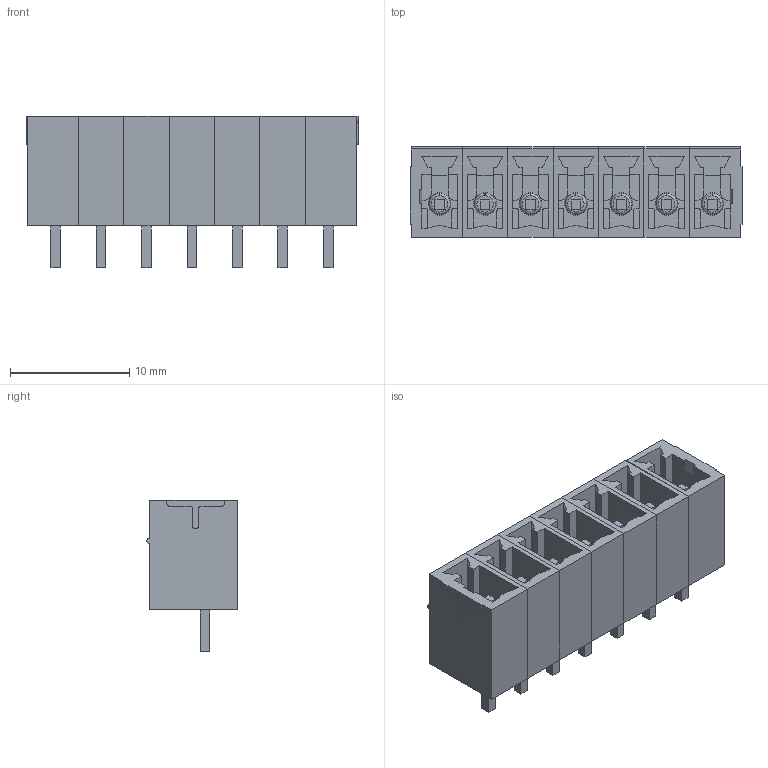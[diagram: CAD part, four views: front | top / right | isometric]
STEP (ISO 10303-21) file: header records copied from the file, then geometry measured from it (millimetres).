
FILE_DESCRIPTION(('STEP AP214'),'1');
FILE_NAME('20020107D071A01LF.stp','2016-12-02T01:09:27',('TraceParts'),('TraceParts S.A.'),'Spatial InterOp 3D',' ',' ');
FILE_SCHEMA(('automotive_design'));
Length unit declared in the file: millimetre
Products named in the file (7): 20020107-D07_ASM|Next assembly relationship#20020107-D-LEM;20020107-D-LEM; 20020107-D07_ASM|Next assembly relationship#20020107-D-CM;20020107-D-CM; 20020107-D07_ASM|Next assembly relationship#20020107-D-REM;20020107-D-REM
Bounding box: 27.86 x 7.6 x 12.7 mm (x, y, z)
Volume: 1072.9 mm3; surface area: 3340.5 mm2
Topology: 7 solids, 7 shells, 438 faces, 1146 edges, 750 vertices
Faces by surface type: plane 328, cylinder 68, torus 28, cone 14
Entity records: 13439 total; most frequent: CARTESIAN_POINT 2341, ORIENTED_EDGE 2292, DIRECTION 2256, EDGE_CURVE 1146, LINE 926, VECTOR 926, VERTEX_POINT 750, AXIS2_PLACEMENT_3D 665
